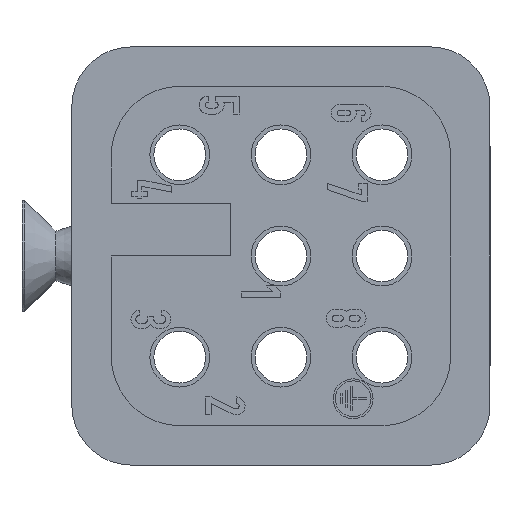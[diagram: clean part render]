
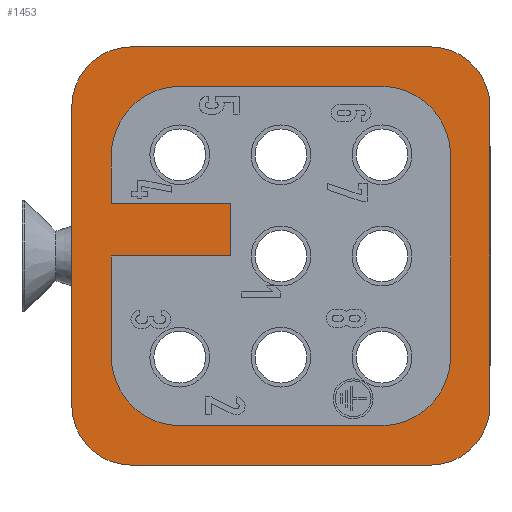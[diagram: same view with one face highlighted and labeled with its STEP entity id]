
A CAD part, front view. The second image highlights one B-rep face of the part: STEP entity #1453.
In plain terms, the highlighted planar face has unit normal (0, -1, 0).
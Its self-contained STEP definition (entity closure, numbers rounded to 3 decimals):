
#846=FACE_BOUND('',#2835,.T.);
#847=FACE_BOUND('',#2836,.T.);
#1453=ADVANCED_FACE('',(#846,#847),#1825,.T.);
#1825=PLANE('',#10550);
#2835=EDGE_LOOP('',(#7092,#7093,#7094,#7095,#7096,#7097,#7098,#7099,#7100,
#7101,#7102,#7103));
#2836=EDGE_LOOP('',(#7104,#7105,#7106,#7107,#7108,#7109,#7110,#7111));
#3366=LINE('',#14327,#4338);
#3369=LINE('',#14337,#4341);
#3373=LINE('',#14349,#4345);
#3377=LINE('',#14361,#4349);
#3782=LINE('',#15574,#4754);
#3784=LINE('',#15580,#4756);
#3787=LINE('',#15588,#4759);
#3790=LINE('',#15596,#4762);
#3791=LINE('',#15598,#4763);
#3792=LINE('',#15600,#4764);
#3793=LINE('',#15602,#4765);
#3794=LINE('',#15604,#4766);
#4338=VECTOR('',#11698,1.);
#4341=VECTOR('',#11709,1.);
#4345=VECTOR('',#11721,1.);
#4349=VECTOR('',#11733,1.);
#4754=VECTOR('',#12908,1.);
#4756=VECTOR('',#12916,1.);
#4759=VECTOR('',#12925,1.);
#4762=VECTOR('',#12934,1.);
#4763=VECTOR('',#12937,1.);
#4764=VECTOR('',#12938,1.);
#4765=VECTOR('',#12939,1.);
#4766=VECTOR('',#12940,1.);
#7092=ORIENTED_EDGE('',*,*,#9362,.T.);
#7093=ORIENTED_EDGE('',*,*,#9363,.T.);
#7094=ORIENTED_EDGE('',*,*,#9364,.T.);
#7095=ORIENTED_EDGE('',*,*,#9365,.T.);
#7096=ORIENTED_EDGE('',*,*,#9366,.T.);
#7097=ORIENTED_EDGE('',*,*,#8781,.T.);
#7098=ORIENTED_EDGE('',*,*,#8778,.T.);
#7099=ORIENTED_EDGE('',*,*,#8775,.T.);
#7100=ORIENTED_EDGE('',*,*,#8772,.T.);
#7101=ORIENTED_EDGE('',*,*,#8769,.T.);
#7102=ORIENTED_EDGE('',*,*,#8766,.T.);
#7103=ORIENTED_EDGE('',*,*,#8764,.T.);
#7104=ORIENTED_EDGE('',*,*,#9361,.F.);
#7105=ORIENTED_EDGE('',*,*,#9330,.T.);
#7106=ORIENTED_EDGE('',*,*,#9350,.T.);
#7107=ORIENTED_EDGE('',*,*,#9351,.T.);
#7108=ORIENTED_EDGE('',*,*,#9353,.T.);
#7109=ORIENTED_EDGE('',*,*,#9355,.T.);
#7110=ORIENTED_EDGE('',*,*,#9357,.T.);
#7111=ORIENTED_EDGE('',*,*,#9359,.T.);
#7716=VERTEX_POINT('',#14326);
#7717=VERTEX_POINT('',#14328);
#7718=VERTEX_POINT('',#14332);
#7720=VERTEX_POINT('',#14338);
#7722=VERTEX_POINT('',#14344);
#7724=VERTEX_POINT('',#14350);
#7726=VERTEX_POINT('',#14356);
#7728=VERTEX_POINT('',#14362);
#8115=VERTEX_POINT('',#15536);
#8116=VERTEX_POINT('',#15537);
#8128=VERTEX_POINT('',#15573);
#8129=VERTEX_POINT('',#15577);
#8130=VERTEX_POINT('',#15581);
#8131=VERTEX_POINT('',#15585);
#8132=VERTEX_POINT('',#15589);
#8133=VERTEX_POINT('',#15593);
#8134=VERTEX_POINT('',#15599);
#8135=VERTEX_POINT('',#15601);
#8136=VERTEX_POINT('',#15603);
#8137=VERTEX_POINT('',#15605);
#8764=EDGE_CURVE('',#7717,#7716,#3366,.T.);
#8766=EDGE_CURVE('',#7718,#7717,#9509,.T.);
#8769=EDGE_CURVE('',#7720,#7718,#3369,.T.);
#8772=EDGE_CURVE('',#7722,#7720,#9511,.T.);
#8775=EDGE_CURVE('',#7724,#7722,#3373,.T.);
#8778=EDGE_CURVE('',#7726,#7724,#9513,.T.);
#8781=EDGE_CURVE('',#7728,#7726,#3377,.T.);
#9330=EDGE_CURVE('',#8115,#8116,#9667,.T.);
#9350=EDGE_CURVE('',#8116,#8128,#3782,.T.);
#9351=EDGE_CURVE('',#8128,#8129,#9672,.T.);
#9353=EDGE_CURVE('',#8129,#8130,#3784,.T.);
#9355=EDGE_CURVE('',#8130,#8131,#9673,.T.);
#9357=EDGE_CURVE('',#8131,#8132,#3787,.T.);
#9359=EDGE_CURVE('',#8132,#8133,#9674,.T.);
#9361=EDGE_CURVE('',#8115,#8133,#3790,.T.);
#9362=EDGE_CURVE('',#7716,#8134,#3791,.T.);
#9363=EDGE_CURVE('',#8134,#8135,#3792,.T.);
#9364=EDGE_CURVE('',#8135,#8136,#3793,.T.);
#9365=EDGE_CURVE('',#8136,#8137,#3794,.T.);
#9366=EDGE_CURVE('',#8137,#7728,#9675,.T.);
#9509=CIRCLE('',#10143,3.5);
#9511=CIRCLE('',#10147,3.5);
#9513=CIRCLE('',#10151,3.5);
#9667=CIRCLE('',#10529,3.);
#9672=CIRCLE('',#10540,3.);
#9673=CIRCLE('',#10543,3.);
#9674=CIRCLE('',#10546,3.);
#9675=CIRCLE('',#10549,3.5);
#10143=AXIS2_PLACEMENT_3D('',#14331,#11702,#11703);
#10147=AXIS2_PLACEMENT_3D('',#14343,#11714,#11715);
#10151=AXIS2_PLACEMENT_3D('',#14355,#11726,#11727);
#10529=AXIS2_PLACEMENT_3D('',#15535,#12873,#12874);
#10540=AXIS2_PLACEMENT_3D('',#15576,#12911,#12912);
#10543=AXIS2_PLACEMENT_3D('',#15584,#12920,#12921);
#10546=AXIS2_PLACEMENT_3D('',#15592,#12929,#12930);
#10549=AXIS2_PLACEMENT_3D('',#15606,#12941,#12942);
#10550=AXIS2_PLACEMENT_3D('',#15607,#12943,#12944);
#11698=DIRECTION('',(0.,0.,1.));
#11702=DIRECTION('',(0.,1.,0.));
#11703=DIRECTION('',(0.,0.,-1.));
#11709=DIRECTION('',(-1.,0.,0.));
#11714=DIRECTION('',(0.,1.,0.));
#11715=DIRECTION('',(1.,0.,0.));
#11721=DIRECTION('',(0.,0.,-1.));
#11726=DIRECTION('',(0.,1.,0.));
#11727=DIRECTION('',(0.,0.,1.));
#11733=DIRECTION('',(1.,0.,0.));
#12873=DIRECTION('',(0.,-1.,0.));
#12874=DIRECTION('',(0.,0.,1.));
#12908=DIRECTION('',(0.,0.,-1.));
#12911=DIRECTION('',(0.,-1.,0.));
#12912=DIRECTION('',(-1.,0.,0.));
#12916=DIRECTION('',(1.,0.,0.));
#12920=DIRECTION('',(0.,-1.,0.));
#12921=DIRECTION('',(0.,0.,-1.));
#12925=DIRECTION('',(0.,0.,1.));
#12929=DIRECTION('',(0.,-1.,0.));
#12930=DIRECTION('',(1.,0.,0.));
#12934=DIRECTION('',(1.,0.,0.));
#12937=DIRECTION('',(1.,0.,0.));
#12938=DIRECTION('',(0.,0.,1.));
#12939=DIRECTION('',(-1.,0.,0.));
#12940=DIRECTION('',(0.,0.,1.));
#12941=DIRECTION('',(0.,1.,0.));
#12942=DIRECTION('',(-1.,0.,0.));
#12943=DIRECTION('',(0.,-1.,0.));
#12944=DIRECTION('',(0.,0.,1.));
#14326=CARTESIAN_POINT('',(-8.525,12.9,0.));
#14327=CARTESIAN_POINT('',(-8.525,12.9,-5.025));
#14328=CARTESIAN_POINT('',(-8.525,12.9,-5.025));
#14331=CARTESIAN_POINT('',(-5.025,12.9,-5.025));
#14332=CARTESIAN_POINT('',(-5.025,12.9,-8.525));
#14337=CARTESIAN_POINT('',(5.025,12.9,-8.525));
#14338=CARTESIAN_POINT('',(5.025,12.9,-8.525));
#14343=CARTESIAN_POINT('',(5.025,12.9,-5.025));
#14344=CARTESIAN_POINT('',(8.525,12.9,-5.025));
#14349=CARTESIAN_POINT('',(8.525,12.9,5.025));
#14350=CARTESIAN_POINT('',(8.525,12.9,5.025));
#14355=CARTESIAN_POINT('',(5.025,12.9,5.025));
#14356=CARTESIAN_POINT('',(5.025,12.9,8.525));
#14361=CARTESIAN_POINT('',(-5.025,12.9,8.525));
#14362=CARTESIAN_POINT('',(-5.025,12.9,8.525));
#15535=CARTESIAN_POINT('',(-7.5,12.9,7.5));
#15536=CARTESIAN_POINT('',(-7.5,12.9,10.5));
#15537=CARTESIAN_POINT('',(-10.5,12.9,7.5));
#15573=CARTESIAN_POINT('',(-10.5,12.9,-7.5));
#15574=CARTESIAN_POINT('',(-10.5,12.9,7.5));
#15576=CARTESIAN_POINT('',(-7.5,12.9,-7.5));
#15577=CARTESIAN_POINT('',(-7.5,12.9,-10.5));
#15580=CARTESIAN_POINT('',(-7.5,12.9,-10.5));
#15581=CARTESIAN_POINT('',(7.5,12.9,-10.5));
#15584=CARTESIAN_POINT('',(7.5,12.9,-7.5));
#15585=CARTESIAN_POINT('',(10.5,12.9,-7.5));
#15588=CARTESIAN_POINT('',(10.5,12.9,-7.5));
#15589=CARTESIAN_POINT('',(10.5,12.9,7.5));
#15592=CARTESIAN_POINT('',(7.5,12.9,7.5));
#15593=CARTESIAN_POINT('',(7.5,12.9,10.5));
#15596=CARTESIAN_POINT('',(-7.5,12.9,10.5));
#15598=CARTESIAN_POINT('',(-8.525,12.9,0.));
#15599=CARTESIAN_POINT('',(-2.525,12.9,0.));
#15600=CARTESIAN_POINT('',(-2.525,12.9,0.));
#15601=CARTESIAN_POINT('',(-2.525,12.9,2.65));
#15602=CARTESIAN_POINT('',(-2.525,12.9,2.65));
#15603=CARTESIAN_POINT('',(-8.525,12.9,2.65));
#15604=CARTESIAN_POINT('',(-8.525,12.9,2.65));
#15605=CARTESIAN_POINT('',(-8.525,12.9,5.025));
#15606=CARTESIAN_POINT('',(-5.025,12.9,5.025));
#15607=CARTESIAN_POINT('',(11.125,12.9,-11.125));
